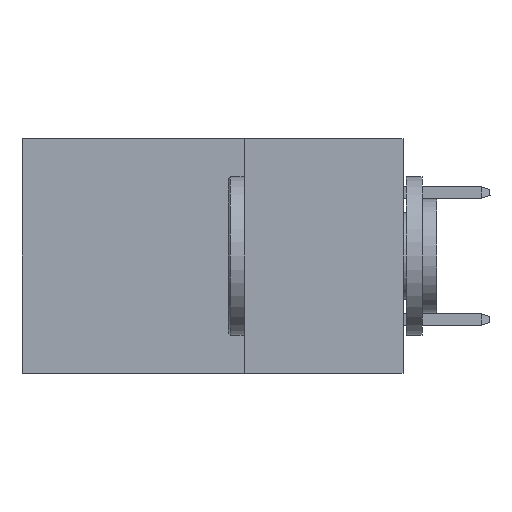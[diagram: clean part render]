
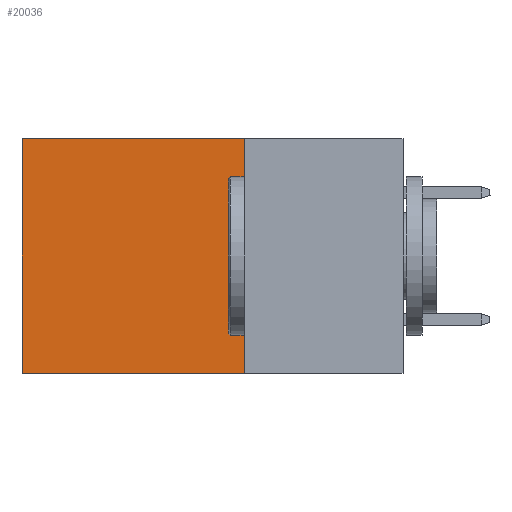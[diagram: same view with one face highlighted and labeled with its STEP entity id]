
A CAD part, left-side view. The second image highlights one B-rep face of the part: STEP entity #20036.
In plain terms, the highlighted planar face has unit normal (-1, 0, 0).
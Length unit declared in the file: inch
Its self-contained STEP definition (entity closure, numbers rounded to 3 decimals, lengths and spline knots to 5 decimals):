
#3310 = EDGE_CURVE ( 'NONE', #20500, #29131, #15758, .T. ) ;
#4192 = EDGE_CURVE ( 'NONE', #35604, #20500, #29017, .T. ) ;
#4791 = DIRECTION ( 'NONE',  ( 0., 0., -1. ) ) ;
#8062 = VECTOR ( 'NONE', #24719, 39.37008 ) ;
#8452 = CARTESIAN_POINT ( 'NONE',  ( 0.2875, 0.6, 0. ) ) ;
#8660 = CARTESIAN_POINT ( 'NONE',  ( 0.2875, 0.6, 0. ) ) ;
#9748 = ORIENTED_EDGE ( 'NONE', *, *, #3310, .F. ) ;
#10874 = FACE_OUTER_BOUND ( 'NONE', #19055, .T. ) ;
#11512 = LINE ( 'NONE', #8660, #35202 ) ;
#12161 = ORIENTED_EDGE ( 'NONE', *, *, #15906, .T. ) ;
#12532 = CARTESIAN_POINT ( 'NONE',  ( 0.2875, 0.25, 0. ) ) ;
#13801 = CARTESIAN_POINT ( 'NONE',  ( 0.2875, 0.6, -0.37 ) ) ;
#15055 = VERTEX_POINT ( 'NONE', #8452 ) ;
#15758 = LINE ( 'NONE', #20683, #31735 ) ;
#15906 = EDGE_CURVE ( 'NONE', #35604, #15055, #33192, .T. ) ;
#16500 = CARTESIAN_POINT ( 'NONE',  ( 0.2875, 0.25, 0. ) ) ;
#16566 = CARTESIAN_POINT ( 'NONE',  ( 0.2875, 0.25, 0. ) ) ;
#16599 = DIRECTION ( 'NONE',  ( 0., 0., -1. ) ) ;
#17300 = EDGE_CURVE ( 'NONE', #15055, #29131, #11512, .T. ) ;
#17717 = DIRECTION ( 'NONE',  ( 0., 1., 0. ) ) ;
#18493 = DIRECTION ( 'NONE',  ( 1., 0., 0. ) ) ;
#19055 = EDGE_LOOP ( 'NONE', ( #26756, #9748, #22127, #12161 ) ) ;
#20036 = ADVANCED_FACE ( 'NONE', ( #10874 ), #32404, .F. ) ;
#20500 = VERTEX_POINT ( 'NONE', #24790 ) ;
#20683 = CARTESIAN_POINT ( 'NONE',  ( 0.2875, 0.25, -0.37 ) ) ;
#22127 = ORIENTED_EDGE ( 'NONE', *, *, #4192, .F. ) ;
#24719 = DIRECTION ( 'NONE',  ( 0., 1., 0. ) ) ;
#24790 = CARTESIAN_POINT ( 'NONE',  ( 0.2875, 0.25, -0.37 ) ) ;
#25448 = VECTOR ( 'NONE', #34576, 39.37008 ) ;
#26756 = ORIENTED_EDGE ( 'NONE', *, *, #17300, .T. ) ;
#28867 = CARTESIAN_POINT ( 'NONE',  ( 0.2875, 0.25, 0. ) ) ;
#29017 = LINE ( 'NONE', #12532, #25448 ) ;
#29131 = VERTEX_POINT ( 'NONE', #13801 ) ;
#31735 = VECTOR ( 'NONE', #17717, 39.37008 ) ;
#31790 = AXIS2_PLACEMENT_3D ( 'NONE', #16500, #18493, #4791 ) ;
#32404 = PLANE ( 'NONE',  #31790 ) ;
#33192 = LINE ( 'NONE', #16566, #8062 ) ;
#34576 = DIRECTION ( 'NONE',  ( 0., 0., -1. ) ) ;
#35202 = VECTOR ( 'NONE', #16599, 39.37008 ) ;
#35604 = VERTEX_POINT ( 'NONE', #28867 ) ;
